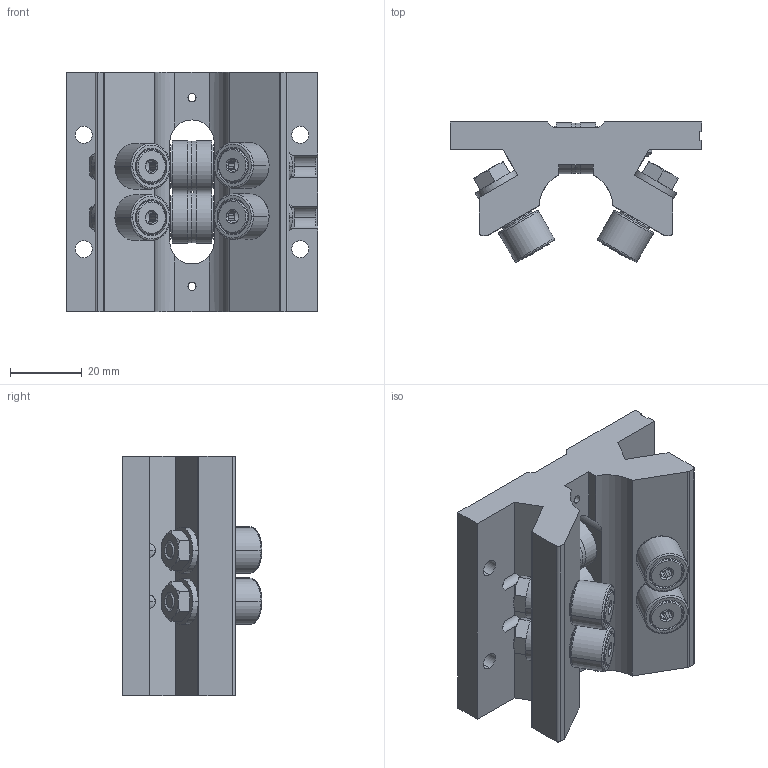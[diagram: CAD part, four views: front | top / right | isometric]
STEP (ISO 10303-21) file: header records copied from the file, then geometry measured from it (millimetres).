
FILE_DESCRIPTION (( 'STEP AP203' ), '1' );
FILE_NAME ('DPB-12-OPN.step', '2024-10-21T11:13:13', ( '' ), ( '' ), 'SwSTEP 2.0', 'SolidWorks 2023', '' );
FILE_SCHEMA (( 'CONFIG_CONTROL_DESIGN' ));
Length unit declared in the file: inch
Products named in the file (1): DPB-12-OPN
Bounding box: 69.85 x 38.9 x 66.67 mm (x, y, z)
Volume: 80351.9 mm3; surface area: 30593.9 mm2
Topology: 17 solids, 17 shells, 556 faces, 1349 edges, 842 vertices
Faces by surface type: plane 221, cylinder 175, cone 128, bspline 16, torus 8, sphere 8
Entity records: 17466 total; most frequent: CARTESIAN_POINT 4268, DIRECTION 2841, ORIENTED_EDGE 2658, EDGE_CURVE 1329, AXIS2_PLACEMENT_3D 1115, VERTEX_POINT 842, EDGE_LOOP 641, LINE 611
